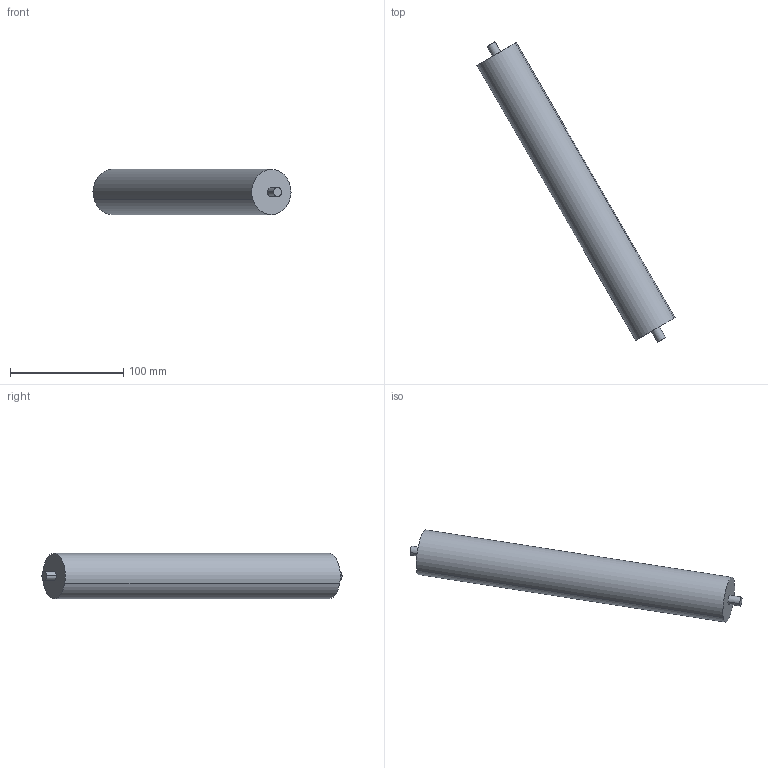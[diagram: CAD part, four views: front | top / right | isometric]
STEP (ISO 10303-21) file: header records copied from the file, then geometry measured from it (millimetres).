
FILE_DESCRIPTION (( 'STEP AP203' ), '1' );
FILE_NAME ('roller_Default_sldprt.STEP', '2020-02-29T07:52:10', ( '' ), ( '' ), 'SwSTEP 2.0', 'SolidWorks 2019', '' );
FILE_SCHEMA (( 'CONFIG_CONTROL_DESIGN' ));
Length unit declared in the file: millimetre
Products named in the file (2): roller_Default_sldprt
Bounding box: 174.63 x 264.67 x 39.99 mm (x, y, z)
Volume: 352914 mm3; surface area: 52301.2 mm2
Topology: 2 solids, 2 shells, 10 faces, 18 edges, 12 vertices
Faces by surface type: cylinder 6, plane 4
Entity records: 411 total; most frequent: DIRECTION 54, CARTESIAN_POINT 42, ORIENTED_EDGE 36, AXIS2_PLACEMENT_3D 24, EDGE_CURVE 18, PERSON_AND_ORGANIZATION 16, VERTEX_POINT 12, EDGE_LOOP 12
